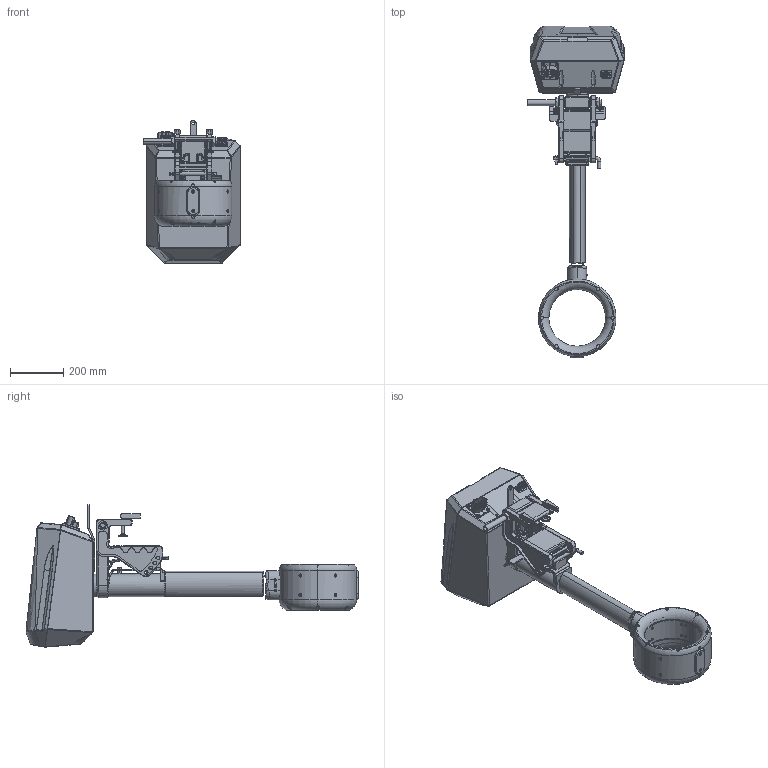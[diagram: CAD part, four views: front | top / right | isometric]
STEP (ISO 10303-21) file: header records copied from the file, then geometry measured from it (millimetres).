
FILE_DESCRIPTION (( 'STEP AP214' ), '1' );
FILE_NAME ('P-104-191-rev-C-212.STEP', '2023-01-28T14:39:23', ( '' ), ( '' ), 'SwSTEP 2.0', 'SolidWorks 2021', '' );
FILE_SCHEMA (( 'AUTOMOTIVE_DESIGN' ));
Length unit declared in the file: millimetre
Products named in the file (1): P-104-191-rev-C-212
Bounding box: 360.86 x 1241.77 x 532.42 mm (x, y, z)
Volume: 39758685.8 mm3; surface area: 1533689.4 mm2
Topology: 2 solids, 125 shells, 5802 faces, 14664 edges, 9166 vertices
Faces by surface type: plane 2792, cylinder 1297, bspline 667, cone 548, torus 428, sphere 70
Entity records: 335662 total; most frequent: CARTESIAN_POINT 141201, ORIENTED_EDGE 29038, DIRECTION 25710, EDGE_CURVE 14519, VERTEX_POINT 9170, AXIS2_PLACEMENT_3D 8759, VECTOR 8192, LINE 8192
